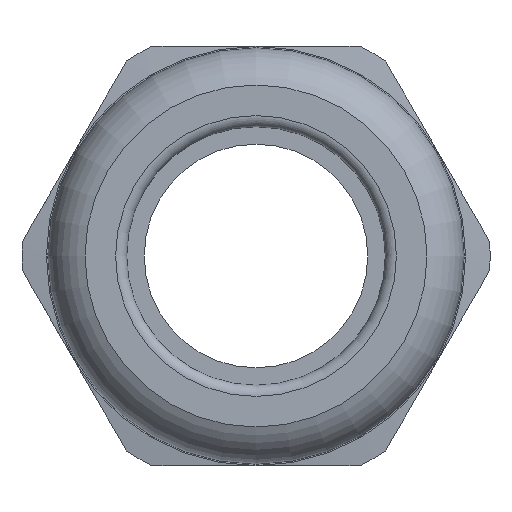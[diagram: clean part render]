
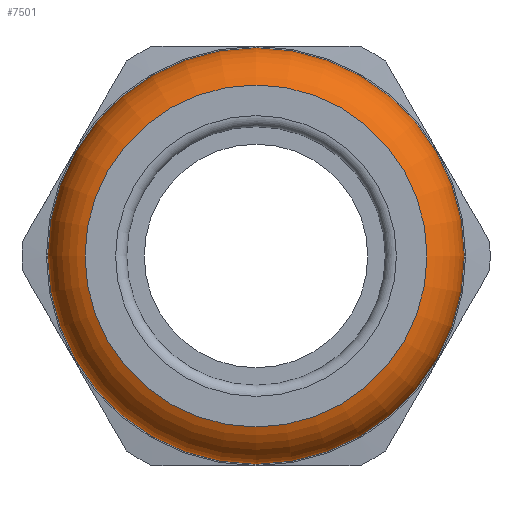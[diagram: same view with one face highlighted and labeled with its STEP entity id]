
A CAD part, left-side view. The second image highlights one B-rep face of the part: STEP entity #7501.
In plain terms, the highlighted toroidal (fillet/blend) face has major radius 10.9 mm and minor radius 4 mm.
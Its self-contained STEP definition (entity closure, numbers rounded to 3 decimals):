
#74=TOROIDAL_SURFACE('',#8341,10.9,4.);
#1737=FACE_BOUND('',#2639,.T.);
#2163=FACE_OUTER_BOUND('',#2638,.T.);
#2638=EDGE_LOOP('',(#6899));
#2639=EDGE_LOOP('',(#6900));
#3039=CIRCLE('',#8296,12.237);
#3062=CIRCLE('',#8342,14.9);
#3754=VERTEX_POINT('',#13321);
#3791=VERTEX_POINT('',#13488);
#4803=EDGE_CURVE('',#3754,#3754,#3039,.T.);
#4862=EDGE_CURVE('',#3791,#3791,#3062,.T.);
#6899=ORIENTED_EDGE('',*,*,#4862,.F.);
#6900=ORIENTED_EDGE('',*,*,#4803,.T.);
#7501=ADVANCED_FACE('',(#2163,#1737),#74,.T.);
#8296=AXIS2_PLACEMENT_3D('',#13322,#10439,#10440);
#8341=AXIS2_PLACEMENT_3D('',#13487,#10541,#10542);
#8342=AXIS2_PLACEMENT_3D('',#13489,#10543,#10544);
#10439=DIRECTION('center_axis',(1.,0.,0.));
#10440=DIRECTION('ref_axis',(0.,0.,-1.));
#10541=DIRECTION('center_axis',(1.,0.,0.));
#10542=DIRECTION('ref_axis',(0.,0.,-1.));
#10543=DIRECTION('center_axis',(1.,0.,0.));
#10544=DIRECTION('ref_axis',(0.,0.,-1.));
#13321=CARTESIAN_POINT('',(0.,12.237,0.));
#13322=CARTESIAN_POINT('Origin',(0.,0.,0.));
#13487=CARTESIAN_POINT('Origin',(3.77,0.,0.));
#13488=CARTESIAN_POINT('',(3.77,14.9,0.));
#13489=CARTESIAN_POINT('Origin',(3.77,0.,0.));
